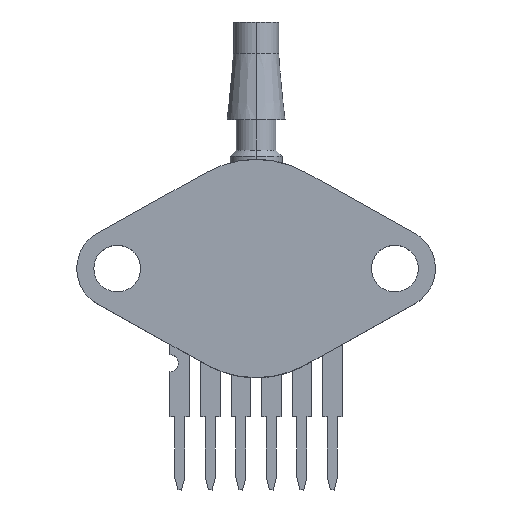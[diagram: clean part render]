
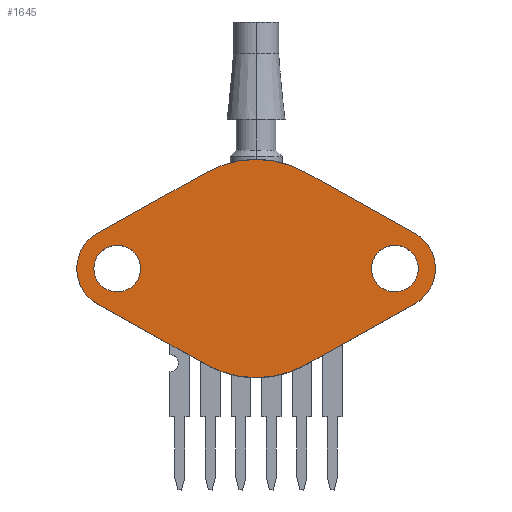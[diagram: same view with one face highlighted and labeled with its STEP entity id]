
A CAD part, top view. The second image highlights one B-rep face of the part: STEP entity #1645.
In plain terms, the highlighted planar face has unit normal (0, 0, 1).
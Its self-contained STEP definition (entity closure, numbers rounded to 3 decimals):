
#1005 = DIRECTION ( 'NONE',  ( 1., 0., 0. ) ) ;
#1006 = DIRECTION ( 'NONE',  ( 0., 0., 1. ) ) ;
#1007 = AXIS2_PLACEMENT_3D ( 'NONE', #1010, #1006, #1005 ) ;
#1010 = CARTESIAN_POINT ( 'NONE',  ( 0., -0.574, 2.165 ) ) ;
#1011 = PLANE ( 'NONE',  #1007 ) ;
#1066 = FACE_BOUND ( 'NONE', #1701, .T. ) ;
#1067 = FACE_BOUND ( 'NONE', #1692, .T. ) ;
#1068 = FACE_OUTER_BOUND ( 'NONE', #1635, .T. ) ;
#1127 = VERTEX_POINT ( 'NONE', #2373 ) ;
#1130 = VERTEX_POINT ( 'NONE', #2475 ) ;
#1151 = EDGE_CURVE ( 'NONE', #1155, #1354, #2520, .T. ) ;
#1155 = VERTEX_POINT ( 'NONE', #2521 ) ;
#1157 = VERTEX_POINT ( 'NONE', #2387 ) ;
#1158 = VERTEX_POINT ( 'NONE', #2386 ) ;
#1173 = EDGE_CURVE ( 'NONE', #1354, #1174, #2367, .T. ) ;
#1174 = VERTEX_POINT ( 'NONE', #2362 ) ;
#1192 = VERTEX_POINT ( 'NONE', #2429 ) ;
#1195 = EDGE_CURVE ( 'NONE', #1220, #1192, #2413, .T. ) ;
#1208 = EDGE_CURVE ( 'NONE', #1231, #1232, #3251, .T. ) ;
#1220 = VERTEX_POINT ( 'NONE', #3237 ) ;
#1230 = EDGE_CURVE ( 'NONE', #1157, #1158, #3191, .T. ) ;
#1231 = VERTEX_POINT ( 'NONE', #3186 ) ;
#1232 = VERTEX_POINT ( 'NONE', #3185 ) ;
#1255 = EDGE_CURVE ( 'NONE', #1158, #1157, #3151, .T. ) ;
#1285 = VERTEX_POINT ( 'NONE', #3111 ) ;
#1292 = EDGE_CURVE ( 'NONE', #1127, #1130, #3101, .T. ) ;
#1313 = EDGE_CURVE ( 'NONE', #1374, #1285, #3145, .T. ) ;
#1354 = VERTEX_POINT ( 'NONE', #2629 ) ;
#1368 = EDGE_CURVE ( 'NONE', #1192, #1127, #2667, .T. ) ;
#1373 = EDGE_CURVE ( 'NONE', #1285, #1155, #2663, .T. ) ;
#1374 = VERTEX_POINT ( 'NONE', #2635 ) ;
#1375 = EDGE_CURVE ( 'NONE', #1130, #1374, #2634, .T. ) ;
#1444 = VERTEX_POINT ( 'NONE', #2871 ) ;
#1446 = EDGE_CURVE ( 'NONE', #1174, #1444, #2817, .T. ) ;
#1497 = EDGE_CURVE ( 'NONE', #1444, #1220, #2802, .T. ) ;
#1505 = EDGE_CURVE ( 'NONE', #1232, #1231, #2994, .T. ) ;
#1608 = ORIENTED_EDGE ( 'NONE', *, *, #1151, .T. ) ;
#1635 = EDGE_LOOP ( 'NONE', ( #1608, #1749, #1750, #1751, #1752, #1753, #1696, #1703, #1681, #1724 ) ) ;
#1645 = ADVANCED_FACE ( 'NONE', ( #1068, #1067, #1066 ), #1011, .T. ) ;
#1681 = ORIENTED_EDGE ( 'NONE', *, *, #1313, .T. ) ;
#1683 = ORIENTED_EDGE ( 'NONE', *, *, #1230, .F. ) ;
#1692 = EDGE_LOOP ( 'NONE', ( #1695, #1702 ) ) ;
#1695 = ORIENTED_EDGE ( 'NONE', *, *, #1208, .F. ) ;
#1696 = ORIENTED_EDGE ( 'NONE', *, *, #1292, .T. ) ;
#1701 = EDGE_LOOP ( 'NONE', ( #1683, #1723 ) ) ;
#1702 = ORIENTED_EDGE ( 'NONE', *, *, #1505, .F. ) ;
#1703 = ORIENTED_EDGE ( 'NONE', *, *, #1375, .T. ) ;
#1723 = ORIENTED_EDGE ( 'NONE', *, *, #1255, .F. ) ;
#1724 = ORIENTED_EDGE ( 'NONE', *, *, #1373, .T. ) ;
#1749 = ORIENTED_EDGE ( 'NONE', *, *, #1173, .T. ) ;
#1750 = ORIENTED_EDGE ( 'NONE', *, *, #1446, .T. ) ;
#1751 = ORIENTED_EDGE ( 'NONE', *, *, #1497, .T. ) ;
#1752 = ORIENTED_EDGE ( 'NONE', *, *, #1195, .T. ) ;
#1753 = ORIENTED_EDGE ( 'NONE', *, *, #1368, .T. ) ;
#2362 = CARTESIAN_POINT ( 'NONE',  ( -4.15, 7.999, 2.165 ) ) ;
#2363 = DIRECTION ( 'NONE',  ( 1., 0., 0. ) ) ;
#2364 = DIRECTION ( 'NONE',  ( 0., 0., 1. ) ) ;
#2365 = CARTESIAN_POINT ( 'NONE',  ( 0., 0.574, 2.165 ) ) ;
#2366 = AXIS2_PLACEMENT_3D ( 'NONE', #2365, #2364, #2363 ) ;
#2367 = CIRCLE ( 'NONE', #2366, 8.506 ) ;
#2373 = CARTESIAN_POINT ( 'NONE',  ( -4.15, -7.999, 2.165 ) ) ;
#2386 = CARTESIAN_POINT ( 'NONE',  ( -9.61, 0., 2.165 ) ) ;
#2387 = CARTESIAN_POINT ( 'NONE',  ( -13.5, 0., 2.165 ) ) ;
#2409 = DIRECTION ( 'NONE',  ( 1., 0., 0. ) ) ;
#2410 = DIRECTION ( 'NONE',  ( 0., 0., 1. ) ) ;
#2411 = CARTESIAN_POINT ( 'NONE',  ( -11.555, 0., 2.165 ) ) ;
#2412 = AXIS2_PLACEMENT_3D ( 'NONE', #2411, #2410, #2409 ) ;
#2413 = CIRCLE ( 'NONE', #2412, 3.37 ) ;
#2429 = CARTESIAN_POINT ( 'NONE',  ( -13.199, -2.942, 2.165 ) ) ;
#2475 = CARTESIAN_POINT ( 'NONE',  ( 4.15, -7.999, 2.165 ) ) ;
#2516 = DIRECTION ( 'NONE',  ( 1., 0., 0. ) ) ;
#2517 = DIRECTION ( 'NONE',  ( 0., 0., 1. ) ) ;
#2518 = CARTESIAN_POINT ( 'NONE',  ( 0., 0.574, 2.165 ) ) ;
#2519 = AXIS2_PLACEMENT_3D ( 'NONE', #2518, #2517, #2516 ) ;
#2520 = CIRCLE ( 'NONE', #2519, 8.506 ) ;
#2521 = CARTESIAN_POINT ( 'NONE',  ( 4.15, 7.999, 2.165 ) ) ;
#2629 = CARTESIAN_POINT ( 'NONE',  ( 0., 9.08, 2.165 ) ) ;
#2631 = DIRECTION ( 'NONE',  ( 0.873, 0.488, 0. ) ) ;
#2632 = VECTOR ( 'NONE', #2631, 1000. ) ;
#2633 = CARTESIAN_POINT ( 'NONE',  ( 4.15, -7.999, 2.165 ) ) ;
#2634 = LINE ( 'NONE', #2633, #2632 ) ;
#2635 = CARTESIAN_POINT ( 'NONE',  ( 13.199, -2.942, 2.165 ) ) ;
#2636 = DIRECTION ( 'NONE',  ( -0.873, 0.488, 0. ) ) ;
#2637 = VECTOR ( 'NONE', #2636, 1000. ) ;
#2662 = CARTESIAN_POINT ( 'NONE',  ( 13.199, 2.942, 2.165 ) ) ;
#2663 = LINE ( 'NONE', #2662, #2637 ) ;
#2664 = DIRECTION ( 'NONE',  ( 0.873, -0.488, 0. ) ) ;
#2665 = VECTOR ( 'NONE', #2664, 1000. ) ;
#2666 = CARTESIAN_POINT ( 'NONE',  ( -13.199, -2.942, 2.165 ) ) ;
#2667 = LINE ( 'NONE', #2666, #2665 ) ;
#2798 = DIRECTION ( 'NONE',  ( 1., 0., 0. ) ) ;
#2799 = DIRECTION ( 'NONE',  ( 0., 0., 1. ) ) ;
#2800 = CARTESIAN_POINT ( 'NONE',  ( -11.555, 0., 2.165 ) ) ;
#2801 = AXIS2_PLACEMENT_3D ( 'NONE', #2800, #2799, #2798 ) ;
#2802 = CIRCLE ( 'NONE', #2801, 3.37 ) ;
#2814 = DIRECTION ( 'NONE',  ( -0.873, -0.488, 0. ) ) ;
#2815 = VECTOR ( 'NONE', #2814, 1000. ) ;
#2816 = CARTESIAN_POINT ( 'NONE',  ( -4.15, 7.999, 2.165 ) ) ;
#2817 = LINE ( 'NONE', #2816, #2815 ) ;
#2871 = CARTESIAN_POINT ( 'NONE',  ( -13.199, 2.942, 2.165 ) ) ;
#2986 = DIRECTION ( 'NONE',  ( 1., 0., 0. ) ) ;
#2987 = DIRECTION ( 'NONE',  ( 0., 0., 1. ) ) ;
#2988 = CARTESIAN_POINT ( 'NONE',  ( 11.555, 0., 2.165 ) ) ;
#2989 = AXIS2_PLACEMENT_3D ( 'NONE', #2988, #2987, #2986 ) ;
#2994 = CIRCLE ( 'NONE', #2989, 1.945 ) ;
#3024 = DIRECTION ( 'NONE',  ( 1., 0., 0. ) ) ;
#3025 = DIRECTION ( 'NONE',  ( 0., 0., 1. ) ) ;
#3026 = CARTESIAN_POINT ( 'NONE',  ( -11.555, 0., 2.165 ) ) ;
#3027 = AXIS2_PLACEMENT_3D ( 'NONE', #3026, #3025, #3024 ) ;
#3056 = DIRECTION ( 'NONE',  ( 1., 0., 0. ) ) ;
#3057 = DIRECTION ( 'NONE',  ( 0., 0., 1. ) ) ;
#3097 = DIRECTION ( 'NONE',  ( 1., 0., 0. ) ) ;
#3098 = DIRECTION ( 'NONE',  ( 0., 0., 1. ) ) ;
#3099 = CARTESIAN_POINT ( 'NONE',  ( 0., -0.574, 2.165 ) ) ;
#3100 = AXIS2_PLACEMENT_3D ( 'NONE', #3099, #3098, #3097 ) ;
#3101 = CIRCLE ( 'NONE', #3100, 8.506 ) ;
#3111 = CARTESIAN_POINT ( 'NONE',  ( 13.199, 2.942, 2.165 ) ) ;
#3141 = DIRECTION ( 'NONE',  ( 1., 0., 0. ) ) ;
#3142 = DIRECTION ( 'NONE',  ( 0., 0., 1. ) ) ;
#3143 = CARTESIAN_POINT ( 'NONE',  ( 11.555, 0., 2.165 ) ) ;
#3144 = AXIS2_PLACEMENT_3D ( 'NONE', #3143, #3142, #3141 ) ;
#3145 = CIRCLE ( 'NONE', #3144, 3.37 ) ;
#3151 = CIRCLE ( 'NONE', #3027, 1.945 ) ;
#3185 = CARTESIAN_POINT ( 'NONE',  ( 13.5, 0., 2.165 ) ) ;
#3186 = CARTESIAN_POINT ( 'NONE',  ( 9.61, 0., 2.165 ) ) ;
#3187 = DIRECTION ( 'NONE',  ( 1., 0., 0. ) ) ;
#3188 = DIRECTION ( 'NONE',  ( 0., 0., 1. ) ) ;
#3189 = CARTESIAN_POINT ( 'NONE',  ( -11.555, 0., 2.165 ) ) ;
#3190 = AXIS2_PLACEMENT_3D ( 'NONE', #3189, #3188, #3187 ) ;
#3191 = CIRCLE ( 'NONE', #3190, 1.945 ) ;
#3237 = CARTESIAN_POINT ( 'NONE',  ( -14.925, 0., 2.165 ) ) ;
#3245 = CARTESIAN_POINT ( 'NONE',  ( 11.555, 0., 2.165 ) ) ;
#3246 = AXIS2_PLACEMENT_3D ( 'NONE', #3245, #3057, #3056 ) ;
#3251 = CIRCLE ( 'NONE', #3246, 1.945 ) ;
